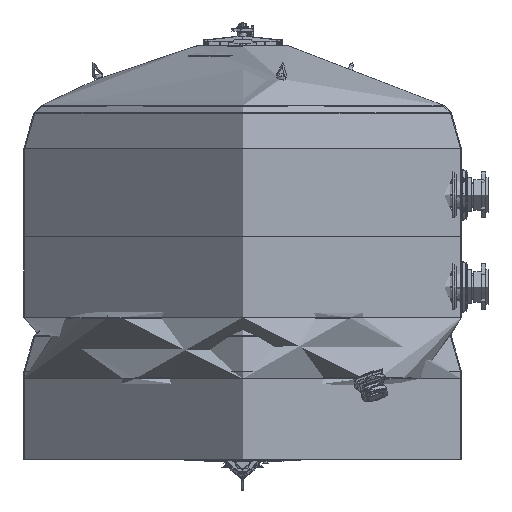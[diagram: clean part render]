
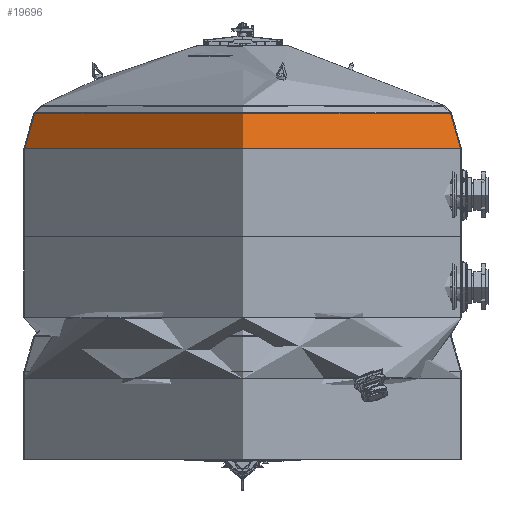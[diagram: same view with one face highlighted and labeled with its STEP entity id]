
A CAD part, front view. The second image highlights one B-rep face of the part: STEP entity #19696.
In plain terms, the highlighted toroidal (fillet/blend) face has major radius 821.679 mm and minor radius 368.321 mm.
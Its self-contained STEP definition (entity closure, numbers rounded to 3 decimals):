
#19696 = ADVANCED_FACE( '', ( #29167, #29168 ), #29169, .T. );
#29167 = FACE_OUTER_BOUND( '', #32788, .T. );
#29168 = FACE_OUTER_BOUND( '', #32789, .T. );
#29169 = TOROIDAL_SURFACE( '', #32790, 821.679, 368.321 );
#32788 = EDGE_LOOP( '', ( #37927 ) );
#32789 = EDGE_LOOP( '', ( #37928 ) );
#32790 = AXIS2_PLACEMENT_3D( '', #37929, #37930, #37931 );
#37927 = ORIENTED_EDGE( '', *, *, #73416, .T. );
#37928 = ORIENTED_EDGE( '', *, *, #73414, .F. );
#37929 = CARTESIAN_POINT( '', ( 0., 0., 480. ) );
#37930 = DIRECTION( '', ( 0., 0., -1. ) );
#37931 = DIRECTION( '', ( -1., 0., 0. ) );
#73414 = EDGE_CURVE( '', #77332, #77332, #77333, .T. );
#73416 = EDGE_CURVE( '', #77336, #77336, #77337, .T. );
#77332 = VERTEX_POINT( '', #79317 );
#77333 = CIRCLE( '', #79318, 1190. );
#77336 = VERTEX_POINT( '', #79321 );
#77337 = CIRCLE( '', #79322, 1134.538 );
#79317 = CARTESIAN_POINT( '', ( -1190., 0., 480. ) );
#79318 = AXIS2_PLACEMENT_3D( '', #79365, #79366, #79367 );
#79321 = CARTESIAN_POINT( '', ( -1134.538, 0., 674.37 ) );
#79322 = AXIS2_PLACEMENT_3D( '', #79371, #79372, #79373 );
#79365 = CARTESIAN_POINT( '', ( 0., 0., 480. ) );
#79366 = DIRECTION( '', ( 0., 0., -1. ) );
#79367 = DIRECTION( '', ( -1., 0., 0. ) );
#79371 = CARTESIAN_POINT( '', ( 0., 0., 674.37 ) );
#79372 = DIRECTION( '', ( 0., 0., -1. ) );
#79373 = DIRECTION( '', ( -1., 0., 0. ) );
